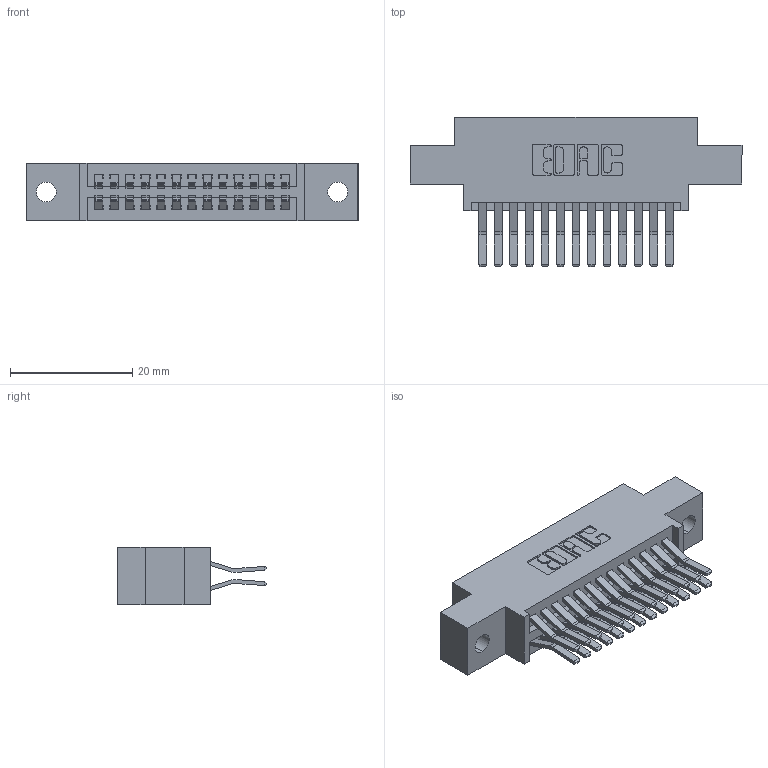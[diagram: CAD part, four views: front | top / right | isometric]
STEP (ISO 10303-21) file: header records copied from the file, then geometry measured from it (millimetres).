
FILE_DESCRIPTION (( 'STEP AP203' ), '1' );
FILE_NAME ('345-026-560-802.STEP', '2018-08-22T04:25:29', ( '' ), ( '' ), 'SwSTEP 2.0', 'SolidWorks 2016', '' );
FILE_SCHEMA (( 'CONFIG_CONTROL_DESIGN' ));
Length unit declared in the file: inch
Products named in the file (3): 345 Part_0.170 Offset - 0.128 Dia; 345-292-001_560 Tail; 345-026-560-802
Assembly tree (27 placements, depth 2):
  345-026-560-802
    345 Part_0.170 Offset - 0.128 Dia
    345-292-001_560 Tail  x26
Bounding box: 54.23 x 24.45 x 9.4 mm (x, y, z)
Volume: 5019 mm3; surface area: 7166.3 mm2
Topology: 27 solids, 27 shells, 1482 faces, 4383 edges, 2886 vertices
Faces by surface type: plane 942, cylinder 540
Entity records: 14327 total; most frequent: CARTESIAN_POINT 2432, ORIENTED_EDGE 2366, DIRECTION 2183, EDGE_CURVE 1183, LINE 995, VECTOR 995, VERTEX_POINT 786, AXIS2_PLACEMENT_3D 594
